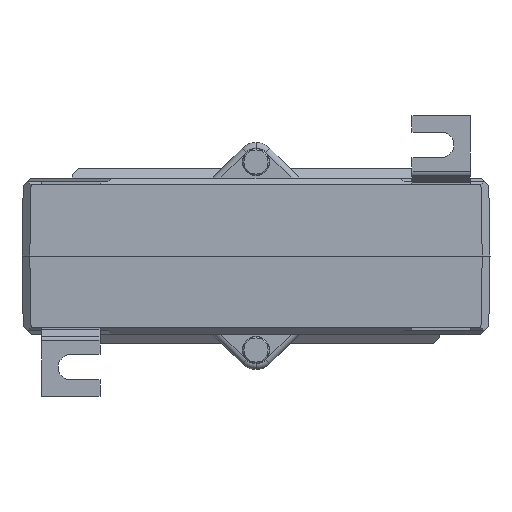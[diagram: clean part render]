
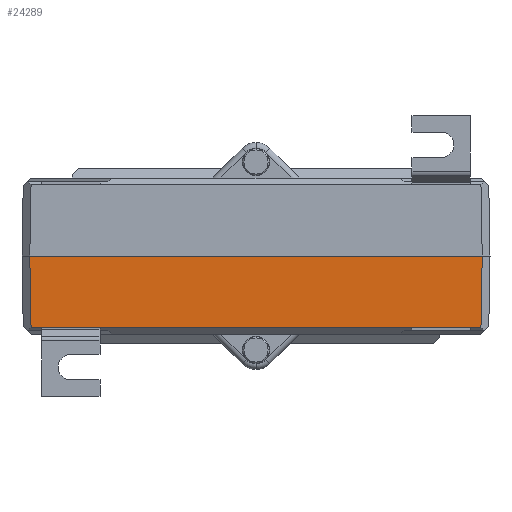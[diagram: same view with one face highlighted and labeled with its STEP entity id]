
A CAD part, front view. The second image highlights one B-rep face of the part: STEP entity #24289.
In plain terms, the highlighted face is planar.
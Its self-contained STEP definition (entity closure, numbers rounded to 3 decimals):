
#17466 = CARTESIAN_POINT ( 'NONE',  ( 58., -58.5, 0. ) ) ;
#17540 = CARTESIAN_POINT ( 'NONE',  ( -57.999, -58.5, 0. ) ) ;
#17626 = DIRECTION ( 'NONE',  ( 1., 0., 0. ) ) ;
#17627 = VECTOR ( 'NONE', #17626, 1000. ) ;
#17628 = CARTESIAN_POINT ( 'NONE',  ( 60., -58.5, 0. ) ) ;
#17634 = LINE ( 'NONE', #17628, #17627 ) ;
#17809 = CARTESIAN_POINT ( 'NONE',  ( -57.679, -58.18, 18.32 ) ) ;
#17811 = LINE ( 'NONE', #17897, #17896 ) ;
#17895 = DIRECTION ( 'NONE',  ( -1., 0., 0. ) ) ;
#17896 = VECTOR ( 'NONE', #17895, 1000. ) ;
#17897 = CARTESIAN_POINT ( 'NONE',  ( -47.5, -58.18, 18.32 ) ) ;
#17901 = CARTESIAN_POINT ( 'NONE',  ( 57.68, -58.18, 18.32 ) ) ;
#18520 = AXIS2_PLACEMENT_3D ( 'NONE', #18552, #18551, #18550 ) ;
#18531 = PLANE ( 'NONE',  #18520 ) ;
#18547 = DIRECTION ( 'NONE',  ( -0.017, -0.017, -1. ) ) ;
#18548 = VECTOR ( 'NONE', #18547, 1000. ) ;
#18549 = CARTESIAN_POINT ( 'NONE',  ( -57.963, -58.464, 2.058 ) ) ;
#18550 = DIRECTION ( 'NONE',  ( 0., -0.017, -1. ) ) ;
#18551 = DIRECTION ( 'NONE',  ( 0., -1., 0.017 ) ) ;
#18552 = CARTESIAN_POINT ( 'NONE',  ( 60., -58.5, 0. ) ) ;
#18553 = LINE ( 'NONE', #18549, #18548 ) ;
#18562 = FACE_OUTER_BOUND ( 'NONE', #24245, .T. ) ;
#18584 = DIRECTION ( 'NONE',  ( -0.017, 0.017, 1. ) ) ;
#18585 = VECTOR ( 'NONE', #18584, 1000. ) ;
#18594 = CARTESIAN_POINT ( 'NONE',  ( 58., -58.501, -0.035 ) ) ;
#18595 = LINE ( 'NONE', #18594, #18585 ) ;
#23679 = VERTEX_POINT ( 'NONE', #17466 ) ;
#23712 = VERTEX_POINT ( 'NONE', #17540 ) ;
#23758 = EDGE_CURVE ( 'NONE', #23712, #23679, #17634, .T. ) ;
#23877 = VERTEX_POINT ( 'NONE', #17809 ) ;
#23883 = EDGE_CURVE ( 'NONE', #23884, #23877, #17811, .T. ) ;
#23884 = VERTEX_POINT ( 'NONE', #17901 ) ;
#24245 = EDGE_LOOP ( 'NONE', ( #24288, #24298, #24297, #24291 ) ) ;
#24288 = ORIENTED_EDGE ( 'NONE', *, *, #23883, .T. ) ;
#24289 = ADVANCED_FACE ( 'NONE', ( #18562 ), #18531, .T. ) ;
#24290 = EDGE_CURVE ( 'NONE', #23877, #23712, #18553, .T. ) ;
#24291 = ORIENTED_EDGE ( 'NONE', *, *, #24304, .T. ) ;
#24297 = ORIENTED_EDGE ( 'NONE', *, *, #23758, .T. ) ;
#24298 = ORIENTED_EDGE ( 'NONE', *, *, #24290, .T. ) ;
#24304 = EDGE_CURVE ( 'NONE', #23679, #23884, #18595, .T. ) ;
